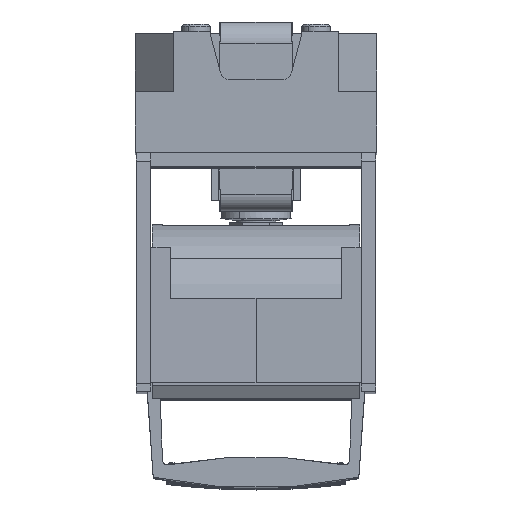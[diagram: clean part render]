
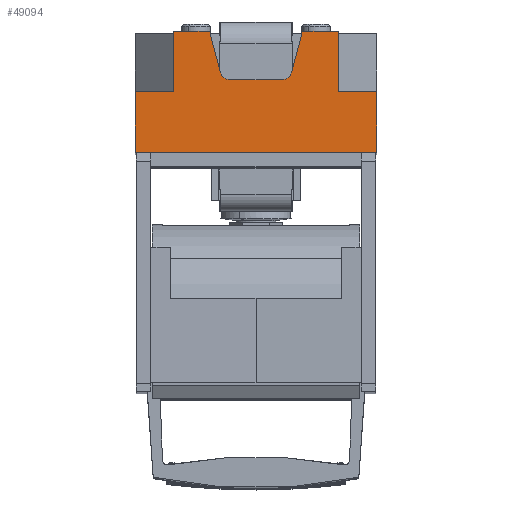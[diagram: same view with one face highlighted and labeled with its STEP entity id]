
A CAD part, top view. The second image highlights one B-rep face of the part: STEP entity #49094.
In plain terms, the highlighted planar face has unit normal (0, 0, 1).
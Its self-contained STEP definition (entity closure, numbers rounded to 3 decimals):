
#45934=AXIS2_PLACEMENT_3D('Circle Axis2P3D',#45932,#45933,$) ;
#45996=AXIS2_PLACEMENT_3D('Circle Axis2P3D',#45994,#45995,$) ;
#49058=AXIS2_PLACEMENT_3D('Plane Axis2P3D',#49055,#49056,#49057) ;
#45787=CARTESIAN_POINT('Vertex',(34.264,-4.,277.5)) ;
#45790=CARTESIAN_POINT('Line Origine',(34.264,-16.5,277.5)) ;
#45794=CARTESIAN_POINT('Vertex',(34.264,-29.,277.5)) ;
#45818=CARTESIAN_POINT('Vertex',(50.,-29.,277.5)) ;
#45821=CARTESIAN_POINT('Line Origine',(42.132,-29.,277.5)) ;
#45838=CARTESIAN_POINT('Line Origine',(-34.264,-16.5,277.5)) ;
#45842=CARTESIAN_POINT('Vertex',(-34.264,-4.,277.5)) ;
#45844=CARTESIAN_POINT('Vertex',(-34.264,-29.,277.5)) ;
#45878=CARTESIAN_POINT('Line Origine',(-16.811,-13.103,277.5)) ;
#45882=CARTESIAN_POINT('Vertex',(-14.685,-21.035,277.5)) ;
#45884=CARTESIAN_POINT('Vertex',(-18.936,-5.171,277.5)) ;
#45924=CARTESIAN_POINT('Vertex',(-10.822,-24.,277.5)) ;
#45932=CARTESIAN_POINT('Axis2P3D Location',(-10.822,-20.,277.5)) ;
#45955=CARTESIAN_POINT('Vertex',(10.822,-24.,277.5)) ;
#45963=CARTESIAN_POINT('Line Origine',(0.,-24.,277.5)) ;
#45986=CARTESIAN_POINT('Vertex',(14.685,-21.035,277.5)) ;
#45994=CARTESIAN_POINT('Axis2P3D Location',(10.822,-20.,277.5)) ;
#46018=CARTESIAN_POINT('Line Origine',(16.811,-13.103,277.5)) ;
#46022=CARTESIAN_POINT('Vertex',(18.936,-5.171,277.5)) ;
#46072=CARTESIAN_POINT('Line Origine',(-42.132,-29.,277.5)) ;
#46076=CARTESIAN_POINT('Vertex',(-50.,-29.,277.5)) ;
#46249=CARTESIAN_POINT('Line Origine',(-30.882,-4.,277.5)) ;
#46253=CARTESIAN_POINT('Vertex',(-27.5,-4.,277.5)) ;
#46256=CARTESIAN_POINT('Line Origine',(-23.375,-4.,277.5)) ;
#46260=CARTESIAN_POINT('Vertex',(-19.25,-4.,277.5)) ;
#46263=CARTESIAN_POINT('Line Origine',(-19.093,-4.,277.5)) ;
#46267=CARTESIAN_POINT('Vertex',(-18.936,-4.,277.5)) ;
#46288=CARTESIAN_POINT('Vertex',(18.936,-4.,277.5)) ;
#46291=CARTESIAN_POINT('Line Origine',(19.093,-4.,277.5)) ;
#46295=CARTESIAN_POINT('Vertex',(19.25,-4.,277.5)) ;
#46298=CARTESIAN_POINT('Line Origine',(23.375,-4.,277.5)) ;
#46302=CARTESIAN_POINT('Vertex',(27.5,-4.,277.5)) ;
#46305=CARTESIAN_POINT('Line Origine',(30.882,-4.,277.5)) ;
#47371=CARTESIAN_POINT('Line Origine',(-18.936,-4.585,277.5)) ;
#47426=CARTESIAN_POINT('Line Origine',(18.936,-4.585,277.5)) ;
#49030=CARTESIAN_POINT('Line Origine',(50.,-29.,277.5)) ;
#49034=CARTESIAN_POINT('Vertex',(50.,-54.,277.5)) ;
#49055=CARTESIAN_POINT('Axis2P3D Location',(0.,-4.,277.5)) ;
#49060=CARTESIAN_POINT('Line Origine',(-50.,-41.5,277.5)) ;
#49064=CARTESIAN_POINT('Vertex',(-50.,-54.,277.5)) ;
#49067=CARTESIAN_POINT('Line Origine',(0.,-54.,277.5)) ;
#45791=DIRECTION('Vector Direction',(0.,-1.,0.)) ;
#45822=DIRECTION('Vector Direction',(-1.,0.,0.)) ;
#45839=DIRECTION('Vector Direction',(0.,-1.,0.)) ;
#45879=DIRECTION('Vector Direction',(-0.259,0.966,0.)) ;
#45933=DIRECTION('Axis2P3D Direction',(0.,0.,1.)) ;
#45964=DIRECTION('Vector Direction',(-1.,0.,0.)) ;
#45995=DIRECTION('Axis2P3D Direction',(0.,0.,1.)) ;
#46019=DIRECTION('Vector Direction',(-0.259,-0.966,0.)) ;
#46073=DIRECTION('Vector Direction',(-1.,0.,0.)) ;
#46250=DIRECTION('Vector Direction',(1.,0.,0.)) ;
#46257=DIRECTION('Vector Direction',(1.,0.,0.)) ;
#46264=DIRECTION('Vector Direction',(1.,0.,0.)) ;
#46292=DIRECTION('Vector Direction',(1.,0.,0.)) ;
#46299=DIRECTION('Vector Direction',(1.,0.,0.)) ;
#46306=DIRECTION('Vector Direction',(1.,0.,0.)) ;
#47372=DIRECTION('Vector Direction',(0.,-1.,0.)) ;
#47427=DIRECTION('Vector Direction',(0.,-1.,0.)) ;
#49031=DIRECTION('Vector Direction',(0.,-1.,0.)) ;
#49056=DIRECTION('Axis2P3D Direction',(-0.,0.,1.)) ;
#49057=DIRECTION('Axis2P3D XDirection',(0.,-1.,0.)) ;
#49061=DIRECTION('Vector Direction',(0.,-1.,0.)) ;
#49068=DIRECTION('Vector Direction',(1.,0.,0.)) ;
#45792=VECTOR('Line Direction',#45791,1.) ;
#45823=VECTOR('Line Direction',#45822,1.) ;
#45840=VECTOR('Line Direction',#45839,1.) ;
#45880=VECTOR('Line Direction',#45879,1.) ;
#45965=VECTOR('Line Direction',#45964,1.) ;
#46020=VECTOR('Line Direction',#46019,1.) ;
#46074=VECTOR('Line Direction',#46073,1.) ;
#46251=VECTOR('Line Direction',#46250,1.) ;
#46258=VECTOR('Line Direction',#46257,1.) ;
#46265=VECTOR('Line Direction',#46264,1.) ;
#46293=VECTOR('Line Direction',#46292,1.) ;
#46300=VECTOR('Line Direction',#46299,1.) ;
#46307=VECTOR('Line Direction',#46306,1.) ;
#47373=VECTOR('Line Direction',#47372,1.) ;
#47428=VECTOR('Line Direction',#47427,1.) ;
#49032=VECTOR('Line Direction',#49031,1.) ;
#49062=VECTOR('Line Direction',#49061,1.) ;
#49069=VECTOR('Line Direction',#49068,1.) ;
#49073=ORIENTED_EDGE('',*,*,#46024,.T.) ;
#49074=ORIENTED_EDGE('',*,*,#45998,.T.) ;
#49075=ORIENTED_EDGE('',*,*,#45967,.T.) ;
#49076=ORIENTED_EDGE('',*,*,#45936,.T.) ;
#49077=ORIENTED_EDGE('',*,*,#45886,.T.) ;
#49078=ORIENTED_EDGE('',*,*,#47375,.F.) ;
#49079=ORIENTED_EDGE('',*,*,#46269,.F.) ;
#49080=ORIENTED_EDGE('',*,*,#46262,.T.) ;
#49081=ORIENTED_EDGE('',*,*,#46255,.F.) ;
#49082=ORIENTED_EDGE('',*,*,#45846,.T.) ;
#49083=ORIENTED_EDGE('',*,*,#46078,.T.) ;
#49084=ORIENTED_EDGE('',*,*,#49066,.T.) ;
#49085=ORIENTED_EDGE('',*,*,#49071,.T.) ;
#49086=ORIENTED_EDGE('',*,*,#49036,.T.) ;
#49087=ORIENTED_EDGE('',*,*,#45825,.T.) ;
#49088=ORIENTED_EDGE('',*,*,#45796,.F.) ;
#49089=ORIENTED_EDGE('',*,*,#46309,.F.) ;
#49090=ORIENTED_EDGE('',*,*,#46304,.T.) ;
#49091=ORIENTED_EDGE('',*,*,#46297,.F.) ;
#49092=ORIENTED_EDGE('',*,*,#47430,.T.) ;
#49094=ADVANCED_FACE('804192_L_NH-Leistenunterteil Gr.3  L/SL3/3A',(#49093),#49059,.T.) ;
#45935=CIRCLE('generated circle',#45934,4.) ;
#45997=CIRCLE('generated circle',#45996,4.) ;
#45796=EDGE_CURVE('',#45788,#45795,#45793,.T.) ;
#45825=EDGE_CURVE('',#45819,#45795,#45824,.T.) ;
#45846=EDGE_CURVE('',#45843,#45845,#45841,.T.) ;
#45886=EDGE_CURVE('',#45883,#45885,#45881,.T.) ;
#45936=EDGE_CURVE('',#45925,#45883,#45935,.F.) ;
#45967=EDGE_CURVE('',#45956,#45925,#45966,.T.) ;
#45998=EDGE_CURVE('',#45987,#45956,#45997,.F.) ;
#46024=EDGE_CURVE('',#46023,#45987,#46021,.T.) ;
#46078=EDGE_CURVE('',#45845,#46077,#46075,.T.) ;
#46255=EDGE_CURVE('',#45843,#46254,#46252,.T.) ;
#46262=EDGE_CURVE('',#46261,#46254,#46259,.F.) ;
#46269=EDGE_CURVE('',#46261,#46268,#46266,.T.) ;
#46297=EDGE_CURVE('',#46289,#46296,#46294,.T.) ;
#46304=EDGE_CURVE('',#46303,#46296,#46301,.F.) ;
#46309=EDGE_CURVE('',#46303,#45788,#46308,.T.) ;
#47375=EDGE_CURVE('',#46268,#45885,#47374,.T.) ;
#47430=EDGE_CURVE('',#46289,#46023,#47429,.T.) ;
#49036=EDGE_CURVE('',#49035,#45819,#49033,.F.) ;
#49066=EDGE_CURVE('',#46077,#49065,#49063,.T.) ;
#49071=EDGE_CURVE('',#49065,#49035,#49070,.T.) ;
#49072=EDGE_LOOP('',(#49073,#49074,#49075,#49076,#49077,#49078,#49079,#49080,#49081,#49082,#49083,#49084,#49085,#49086,#49087,#49088,#49089,#49090,#49091,#49092)) ;
#49093=FACE_OUTER_BOUND('',#49072,.T.) ;
#45793=LINE('Line',#45790,#45792) ;
#45824=LINE('Line',#45821,#45823) ;
#45841=LINE('Line',#45838,#45840) ;
#45881=LINE('Line',#45878,#45880) ;
#45966=LINE('Line',#45963,#45965) ;
#46021=LINE('Line',#46018,#46020) ;
#46075=LINE('Line',#46072,#46074) ;
#46252=LINE('Line',#46249,#46251) ;
#46259=LINE('Line',#46256,#46258) ;
#46266=LINE('Line',#46263,#46265) ;
#46294=LINE('Line',#46291,#46293) ;
#46301=LINE('Line',#46298,#46300) ;
#46308=LINE('Line',#46305,#46307) ;
#47374=LINE('Line',#47371,#47373) ;
#47429=LINE('Line',#47426,#47428) ;
#49033=LINE('Line',#49030,#49032) ;
#49063=LINE('Line',#49060,#49062) ;
#49070=LINE('Line',#49067,#49069) ;
#49059=PLANE('Plane',#49058) ;
#45788=VERTEX_POINT('',#45787) ;
#45795=VERTEX_POINT('',#45794) ;
#45819=VERTEX_POINT('',#45818) ;
#45843=VERTEX_POINT('',#45842) ;
#45845=VERTEX_POINT('',#45844) ;
#45883=VERTEX_POINT('',#45882) ;
#45885=VERTEX_POINT('',#45884) ;
#45925=VERTEX_POINT('',#45924) ;
#45956=VERTEX_POINT('',#45955) ;
#45987=VERTEX_POINT('',#45986) ;
#46023=VERTEX_POINT('',#46022) ;
#46077=VERTEX_POINT('',#46076) ;
#46254=VERTEX_POINT('',#46253) ;
#46261=VERTEX_POINT('',#46260) ;
#46268=VERTEX_POINT('',#46267) ;
#46289=VERTEX_POINT('',#46288) ;
#46296=VERTEX_POINT('',#46295) ;
#46303=VERTEX_POINT('',#46302) ;
#49035=VERTEX_POINT('',#49034) ;
#49065=VERTEX_POINT('',#49064) ;
